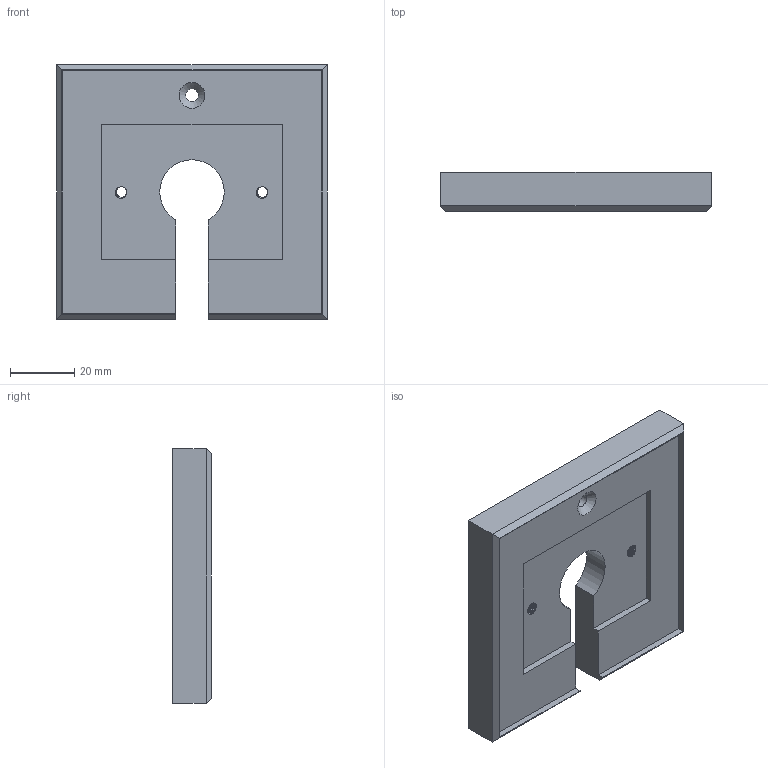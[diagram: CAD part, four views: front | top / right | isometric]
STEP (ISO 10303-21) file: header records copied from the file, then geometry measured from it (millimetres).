
FILE_DESCRIPTION(('FreeCAD Model'),'2;1');
FILE_NAME('Open CASCADE Shape Model','2025-12-31T08:53:05',(''),(''), 'Open CASCADE STEP processor 7.8','FreeCAD','Unknown');
FILE_SCHEMA(('AUTOMOTIVE_DESIGN { 1 0 10303 214 1 1 1 1 }'));
Length unit declared in the file: millimetre
Products named in the file (1): Body
Bounding box: 84 x 12 x 79 mm (x, y, z)
Volume: 56773.6 mm3; surface area: 17841.6 mm2
Topology: 1 solids, 1 shells, 129 faces, 286 edges, 159 vertices
Faces by surface type: bspline 74, cylinder 28, plane 26, cone 1
Full cylindrical faces by diameter (mm): 3.3 x22, 4 x1
Entity records: 11763 total; most frequent: CARTESIAN_POINT 9515, ORIENTED_EDGE 572, EDGE_CURVE 286, DIRECTION 229, B_SPLINE_CURVE_WITH_KNOTS 180, VERTEX_POINT 159, FACE_BOUND 135, EDGE_LOOP 135
